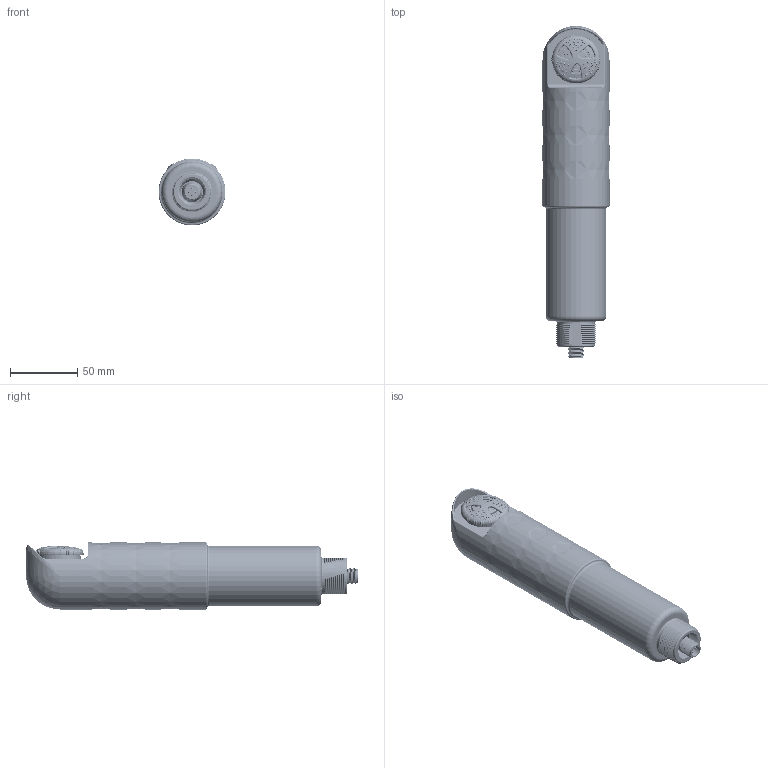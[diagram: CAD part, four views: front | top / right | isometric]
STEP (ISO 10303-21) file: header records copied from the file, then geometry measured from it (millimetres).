
FILE_DESCRIPTION((''),'2;1');
FILE_NAME('168291_ASM','2014-06-26T',('pdmadmin'),(''),'PRO/ENGINEER BY PARAMETRIC TECHNOLOGY CORPORATION, 2013230','PRO/ENGINEER BY PARAMETRIC TECHNOLOGY CORPORATION, 2013230','');
FILE_SCHEMA(('CONFIG_CONTROL_DESIGN'));
Products named in the file (14): 163979; 158231_WEB; 158948; 153229; 141960; 08427_NO_ORING; 153843_MAIN_BODY; 153843_M100PIEZO; 153843_WIRES; 153843_GASKET; 153843_NUT; 153843_VOLUME_ADJUST; 153843_ASM; 168291_ASM
Assembly tree (18 placements, depth 3):
  168291_ASM
    163979
    158231_WEB  x3
    158948  x3
    153229
    141960
    08427_NO_ORING
    153843_ASM
      153843_MAIN_BODY
      153843_M100PIEZO
      153843_WIRES
      153843_GASKET
      153843_NUT
      153843_VOLUME_ADJUST
    153843_VOLUME_ADJUST
Bounding box: 50 x 247.7 x 50 mm (x, y, z)
Volume: 138320.3 mm3; surface area: 139266.1 mm2
Topology: 16 solids, 98 shells, 3969 faces, 10737 edges, 6876 vertices
Faces by surface type: plane 1135, bspline 1007, cylinder 970, torus 374, cone 312, sphere 120, extrusion 45, revolution 6
Entity records: 252117 total; most frequent: CARTESIAN_POINT 189869, ORIENTED_EDGE 14064, DIRECTION 11050, EDGE_CURVE 7273, VERTEX_POINT 4632, AXIS2_PLACEMENT_3D 4298, EDGE_LOOP 2851, FACE_OUTER_BOUND 2717
